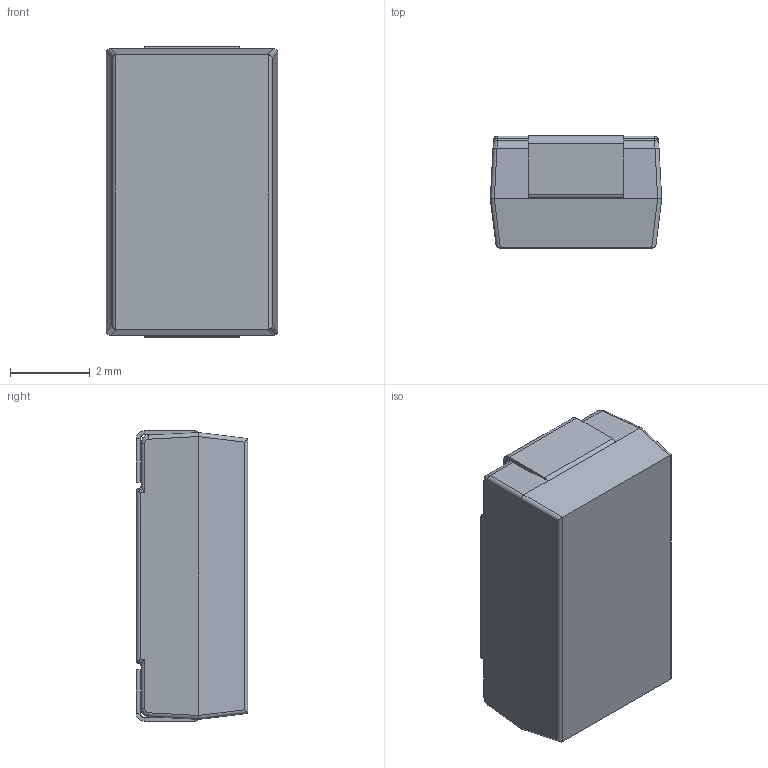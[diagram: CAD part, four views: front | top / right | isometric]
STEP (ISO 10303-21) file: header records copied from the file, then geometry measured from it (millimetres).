
FILE_DESCRIPTION(/* description */ ('STEP AP214'),/* implementation_level */ '2;1');
FILE_NAME(/* name */ 'D3L',/* time_stamp */ '2021-04-03T14:37:42',/* author */ ('‘SŽÐ•W�€PC�iver1803�j'),/* organization */ ('ﾃpﾃiﾃ\ﾃjﾃbﾃNﾊﾔﾎﾮﾉ￯ﾎ￐'),/* preprocessor_version */ '5.0.0 (framework 5.0.0.202006301418)',/* originating_system */ 'IDA-STEP',/* authorization */ '');
FILE_SCHEMA(('AP242_MANAGED_MODEL_BASED_3D_ENGINEERING_MIM'));
Length unit declared in the file: millimetre
Products named in the file (1): D3LM
Bounding box: 4.3 x 2.8 x 7.3 mm (x, y, z)
Surface area: 144.3 mm2 (no closed solid volume)
Topology: 0 solids, 3 shells, 88 faces, 214 edges, 120 vertices
Faces by surface type: plane 38, cylinder 32, bspline 18
Entity records: 3605 total; most frequent: CARTESIAN_POINT 865, ORIENTED_EDGE 392, DIRECTION 328, EDGE_CURVE 206, VERTEX_POINT 120, AXIS2_PLACEMENT_3D 111, LINE 106, VECTOR 106
